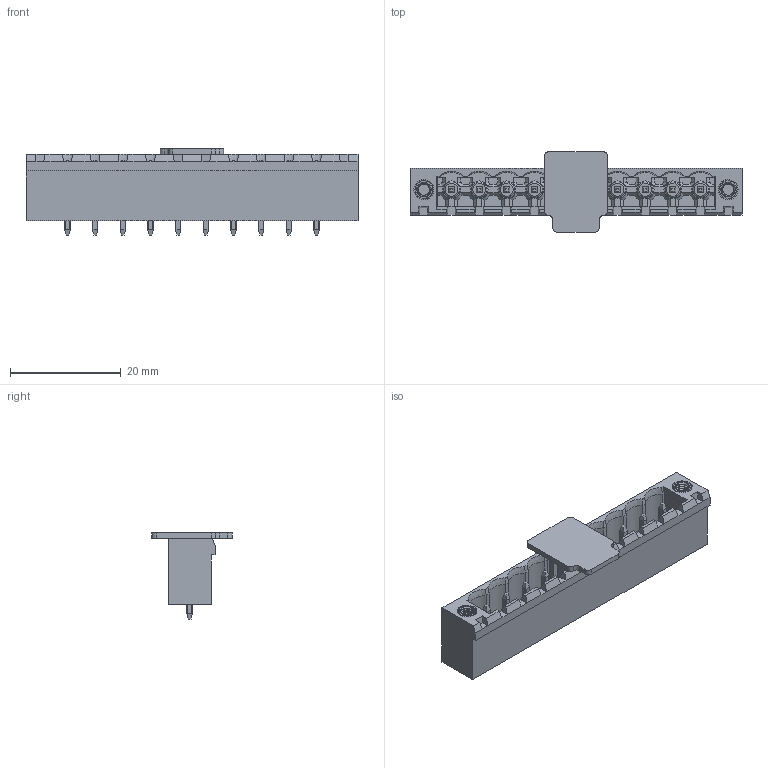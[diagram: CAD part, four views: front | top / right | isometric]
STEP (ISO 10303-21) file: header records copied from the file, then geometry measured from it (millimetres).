
FILE_DESCRIPTION(/* description */ ('Unknown'),/* implementation_level */ '2;1');
FILE_NAME(/* name */ '691701730010B',/* time_stamp */ '2024-01-11T16:35:06+01:00',/* author */ ('Unknown'),/* organization */ ('Unknown'),/* preprocessor_version */ 'ST-DEVELOPER v18.102',/* originating_system */ 'Solid Edge',/* authorisation */ 'Unknown');
FILE_SCHEMA (('AP242_MANAGED_MODEL_BASED_3D_ENGINEERING_MIM_LF { 1 0 10303 442 1 1 4 }','AUTOMOTIVE_DESIGN {1 0 10303 214 3 1 1}'));
Length unit declared in the file: millimetre
Products named in the file (5): 6917017300xxB; 691701730010B; 6917015000xxB_Pin; 6917015200xxB_Insert; 6917015000xxB_CAP
Assembly tree (14 placements, depth 2):
  6917017300xxB
    691701730010B
    6917015000xxB_Pin  x10
    6917015200xxB_Insert  x2
    6917015000xxB_CAP
Bounding box: 60 x 14.5 x 15.58 mm (x, y, z)
Volume: 2919.9 mm3; surface area: 6218.1 mm2
Topology: 14 solids, 14 shells, 1303 faces, 3548 edges, 2302 vertices
Faces by surface type: plane 965, cylinder 228, cone 74, torus 20, sphere 10, bspline 6
Full cylindrical faces by diameter (mm): 3.18 x2, 3.2 x2
Entity records: 30854 total; most frequent: CARTESIAN_POINT 7579, ORIENTED_EDGE 4882, DIRECTION 4558, EDGE_CURVE 2441, LINE 1890, VECTOR 1890, VERTEX_POINT 1587, AXIS2_PLACEMENT_3D 1334
